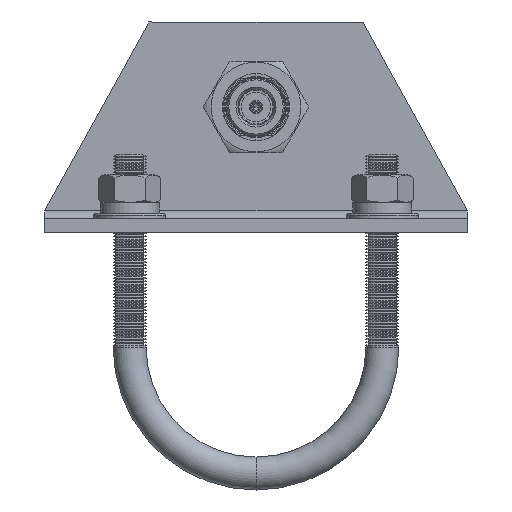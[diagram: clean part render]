
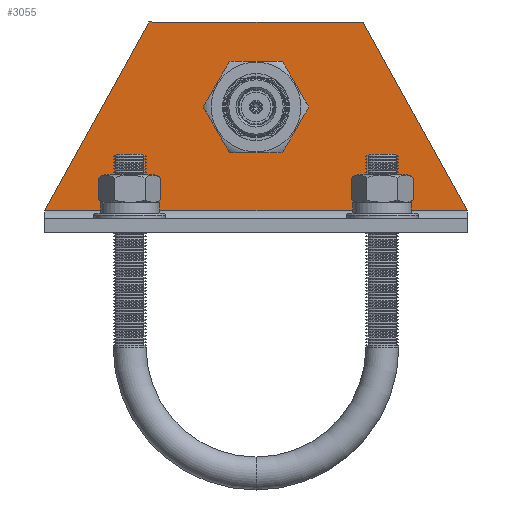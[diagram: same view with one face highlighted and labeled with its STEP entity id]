
A CAD part, front view. The second image highlights one B-rep face of the part: STEP entity #3055.
In plain terms, the highlighted face is planar.
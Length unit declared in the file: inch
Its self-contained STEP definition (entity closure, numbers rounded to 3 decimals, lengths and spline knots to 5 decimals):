
#3055 = ADVANCED_FACE ( 'NONE', ( #17467, #17471 ), #16781, .F. ) ;
#4399 = EDGE_LOOP ( 'NONE', ( #7722, #7723, #7724, #7725 ) ) ;
#4406 = EDGE_LOOP ( 'NONE', ( #7720, #7721 ) ) ;
#6797 = VERTEX_POINT ( 'NONE', #22637 ) ;
#6798 = VERTEX_POINT ( 'NONE', #22638 ) ;
#6805 = VERTEX_POINT ( 'NONE', #22645 ) ;
#6809 = VERTEX_POINT ( 'NONE', #22649 ) ;
#6810 = VERTEX_POINT ( 'NONE', #22650 ) ;
#6811 = VERTEX_POINT ( 'NONE', #22651 ) ;
#7330 = EDGE_CURVE ( 'NONE', #6797, #6798, #23330, .T. ) ;
#7343 = EDGE_CURVE ( 'NONE', #6811, #6805, #23355, .T. ) ;
#7345 = EDGE_CURVE ( 'NONE', #6798, #6797, #23359, .T. ) ;
#7346 = EDGE_CURVE ( 'NONE', #6809, #6805, #23361, .T. ) ;
#7347 = EDGE_CURVE ( 'NONE', #6810, #6809, #23362, .T. ) ;
#7348 = EDGE_CURVE ( 'NONE', #6811, #6810, #23357, .T. ) ;
#7720 = ORIENTED_EDGE ( 'NONE', *, *, #7330, .F. ) ;
#7721 = ORIENTED_EDGE ( 'NONE', *, *, #7345, .F. ) ;
#7722 = ORIENTED_EDGE ( 'NONE', *, *, #7343, .T. ) ;
#7723 = ORIENTED_EDGE ( 'NONE', *, *, #7346, .F. ) ;
#7724 = ORIENTED_EDGE ( 'NONE', *, *, #7347, .F. ) ;
#7725 = ORIENTED_EDGE ( 'NONE', *, *, #7348, .F. ) ;
#15542 = AXIS2_PLACEMENT_3D ( 'NONE', #16789, #16790, #16791 ) ;
#16781 = PLANE ( 'NONE',  #15542 ) ;
#16789 = CARTESIAN_POINT ( 'NONE',  ( -0.127, 1.975, -1.965 ) ) ;
#16790 = DIRECTION ( 'NONE',  ( 1., 0., 0. ) ) ;
#16791 = DIRECTION ( 'NONE',  ( 0., 0., -1. ) ) ;
#17467 = FACE_BOUND ( 'NONE', #4406, .T. ) ;
#17471 = FACE_OUTER_BOUND ( 'NONE', #4399, .T. ) ;
#19956 = AXIS2_PLACEMENT_3D ( 'NONE', #24130, #24131, #24132 ) ;
#19961 = AXIS2_PLACEMENT_3D ( 'NONE', #24165, #24166, #24167 ) ;
#22637 = CARTESIAN_POINT ( 'NONE',  ( -0.127, 0., -1.493 ) ) ;
#22638 = CARTESIAN_POINT ( 'NONE',  ( -0.127, 0., -0.848 ) ) ;
#22645 = CARTESIAN_POINT ( 'NONE',  ( -0.127, -1., -1.965 ) ) ;
#22649 = CARTESIAN_POINT ( 'NONE',  ( -0.127, -1.975, -0.2 ) ) ;
#22650 = CARTESIAN_POINT ( 'NONE',  ( -0.127, 1.975, -0.2 ) ) ;
#22651 = CARTESIAN_POINT ( 'NONE',  ( -0.127, 1., -1.965 ) ) ;
#23330 = CIRCLE ( 'NONE', #19956, 0.3225 ) ;
#23355 = LINE ( 'NONE', #24159, #23358 ) ;
#23357 = LINE ( 'NONE', #24164, #23367 ) ;
#23358 = VECTOR ( 'NONE', #24161, 39.37008 ) ;
#23359 = CIRCLE ( 'NONE', #19961, 0.3225 ) ;
#23361 = LINE ( 'NONE', #24160, #23363 ) ;
#23362 = LINE ( 'NONE', #24168, #23365 ) ;
#23363 = VECTOR ( 'NONE', #24157, 39.37008 ) ;
#23365 = VECTOR ( 'NONE', #24170, 39.37008 ) ;
#23367 = VECTOR ( 'NONE', #24171, 39.37008 ) ;
#24130 = CARTESIAN_POINT ( 'NONE',  ( -0.127, 0., -1.1705 ) ) ;
#24131 = DIRECTION ( 'NONE',  ( -1., 0., 0. ) ) ;
#24132 = DIRECTION ( 'NONE',  ( 0., 0., -1. ) ) ;
#24157 = DIRECTION ( 'NONE',  ( 0., 0.484, -0.875 ) ) ;
#24159 = CARTESIAN_POINT ( 'NONE',  ( -0.127, 1.975, -1.965 ) ) ;
#24160 = CARTESIAN_POINT ( 'NONE',  ( -0.127, -1., -1.965 ) ) ;
#24161 = DIRECTION ( 'NONE',  ( 0., -1., 0. ) ) ;
#24164 = CARTESIAN_POINT ( 'NONE',  ( -0.127, 1., -1.965 ) ) ;
#24165 = CARTESIAN_POINT ( 'NONE',  ( -0.127, 0., -1.1705 ) ) ;
#24166 = DIRECTION ( 'NONE',  ( -1., 0., 0. ) ) ;
#24167 = DIRECTION ( 'NONE',  ( 0., 0., -1. ) ) ;
#24168 = CARTESIAN_POINT ( 'NONE',  ( -0.127, 1.975, -0.2 ) ) ;
#24170 = DIRECTION ( 'NONE',  ( 0., -1., 0. ) ) ;
#24171 = DIRECTION ( 'NONE',  ( 0., 0.484, 0.875 ) ) ;
